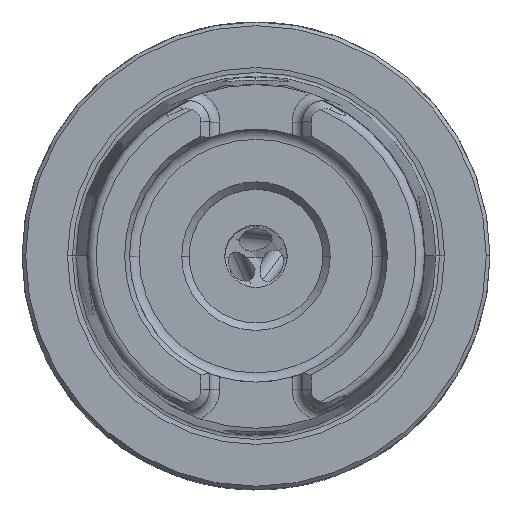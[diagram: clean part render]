
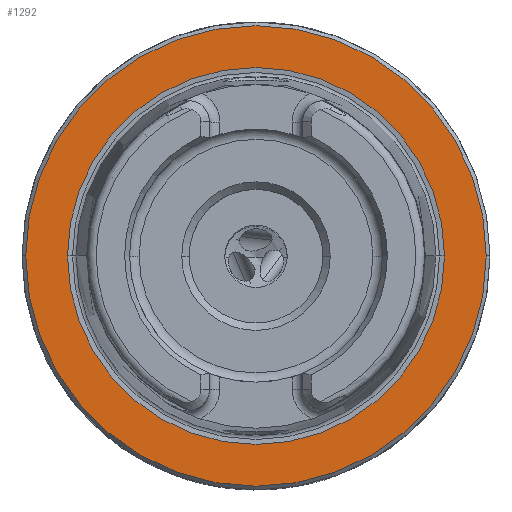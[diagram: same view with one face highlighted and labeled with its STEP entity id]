
A CAD part, top view. The second image highlights one B-rep face of the part: STEP entity #1292.
In plain terms, the highlighted planar face has unit normal (0, 0, 1).
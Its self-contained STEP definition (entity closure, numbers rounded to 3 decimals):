
#547=FACE_BOUND('',#2526,.T.);
#548=FACE_BOUND('',#2527,.T.);
#1292=ADVANCED_FACE('',(#547,#548),#1693,.T.);
#1693=PLANE('',#11042);
#2526=EDGE_LOOP('',(#5194,#5195));
#2527=EDGE_LOOP('',(#5196,#5197));
#5194=ORIENTED_EDGE('',*,*,#8905,.F.);
#5195=ORIENTED_EDGE('',*,*,#8906,.F.);
#5196=ORIENTED_EDGE('',*,*,#8902,.F.);
#5197=ORIENTED_EDGE('',*,*,#8904,.F.);
#7603=VERTEX_POINT('',#22644);
#7604=VERTEX_POINT('',#22646);
#7605=VERTEX_POINT('',#22652);
#7606=VERTEX_POINT('',#22653);
#8902=EDGE_CURVE('',#7603,#7604,#9989,.T.);
#8904=EDGE_CURVE('',#7604,#7603,#9990,.T.);
#8905=EDGE_CURVE('',#7605,#7606,#9991,.T.);
#8906=EDGE_CURVE('',#7606,#7605,#9992,.T.);
#9989=CIRCLE('',#11036,25.374);
#9990=CIRCLE('',#11038,25.374);
#9991=CIRCLE('',#11040,31.);
#9992=CIRCLE('',#11041,31.);
#11036=AXIS2_PLACEMENT_3D('',#22645,#13042,#13043);
#11038=AXIS2_PLACEMENT_3D('',#22649,#13047,#13048);
#11040=AXIS2_PLACEMENT_3D('',#22651,#13051,#13052);
#11041=AXIS2_PLACEMENT_3D('',#22654,#13053,#13054);
#11042=AXIS2_PLACEMENT_3D('',#22655,#13055,#13056);
#13042=DIRECTION('',(0.,0.,1.));
#13043=DIRECTION('',(1.,0.,0.));
#13047=DIRECTION('',(0.,0.,1.));
#13048=DIRECTION('',(-1.,0.,0.));
#13051=DIRECTION('',(0.,0.,-1.));
#13052=DIRECTION('',(-1.,0.,0.));
#13053=DIRECTION('',(0.,0.,-1.));
#13054=DIRECTION('',(1.,0.,0.));
#13055=DIRECTION('',(0.,0.,1.));
#13056=DIRECTION('',(1.,0.,0.));
#22644=CARTESIAN_POINT('',(25.374,0.,0.));
#22645=CARTESIAN_POINT('',(0.,0.,0.));
#22646=CARTESIAN_POINT('',(-25.374,0.,0.));
#22649=CARTESIAN_POINT('',(0.,0.,0.));
#22651=CARTESIAN_POINT('',(0.,0.,0.));
#22652=CARTESIAN_POINT('',(-31.,0.,0.));
#22653=CARTESIAN_POINT('',(31.,0.,0.));
#22654=CARTESIAN_POINT('',(0.,0.,0.));
#22655=CARTESIAN_POINT('',(0.,0.,0.));
